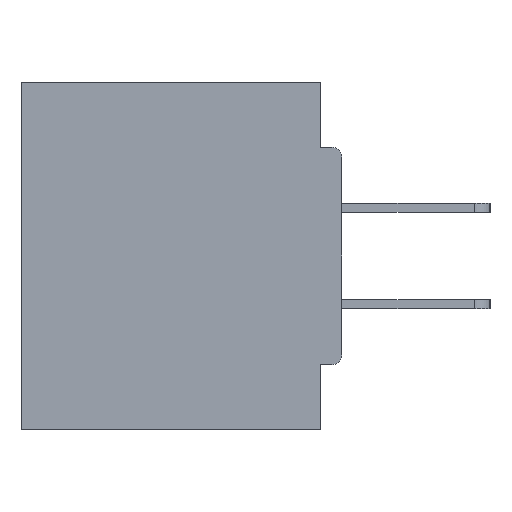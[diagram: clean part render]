
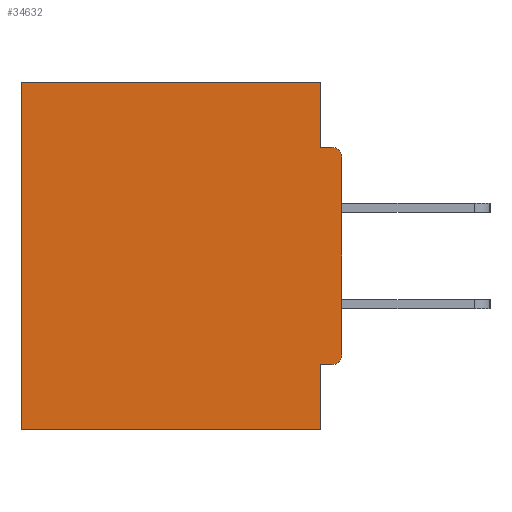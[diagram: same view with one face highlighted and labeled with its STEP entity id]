
A CAD part, left-side view. The second image highlights one B-rep face of the part: STEP entity #34632.
In plain terms, the highlighted planar face has unit normal (-1, 0, 0).
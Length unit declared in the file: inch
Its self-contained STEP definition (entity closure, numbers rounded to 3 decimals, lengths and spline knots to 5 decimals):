
#730 = CARTESIAN_POINT ( 'NONE',  ( 0.298, 0.015, -0.0935 ) ) ;
#875 = EDGE_CURVE ( 'NONE', #22988, #11882, #27336, .T. ) ;
#954 = CARTESIAN_POINT ( 'NONE',  ( 0.298, 0.031, -0.5 ) ) ;
#1757 = VECTOR ( 'NONE', #5360, 39.37008 ) ;
#2318 = ORIENTED_EDGE ( 'NONE', *, *, #17026, .F. ) ;
#2326 = EDGE_LOOP ( 'NONE', ( #9956, #35308, #36745, #5915, #39108, #16560, #2318, #5466, #23906, #5626 ) ) ;
#3116 = CARTESIAN_POINT ( 'NONE',  ( 0.298, 0.015, -0.1085 ) ) ;
#3231 = VERTEX_POINT ( 'NONE', #20030 ) ;
#3905 = CARTESIAN_POINT ( 'NONE',  ( 0.298, 0.031, -0.5 ) ) ;
#4235 = LINE ( 'NONE', #4956, #1757 ) ;
#4312 = AXIS2_PLACEMENT_3D ( 'NONE', #39446, #7516, #20457 ) ;
#4483 = FACE_OUTER_BOUND ( 'NONE', #2326, .T. ) ;
#4669 = CARTESIAN_POINT ( 'NONE',  ( 0.298, 0., 0. ) ) ;
#4733 = LINE ( 'NONE', #41129, #35105 ) ;
#4956 = CARTESIAN_POINT ( 'NONE',  ( 0.298, 0., -0.0935 ) ) ;
#5360 = DIRECTION ( 'NONE',  ( 0., -1., 0. ) ) ;
#5449 = VERTEX_POINT ( 'NONE', #38326 ) ;
#5466 = ORIENTED_EDGE ( 'NONE', *, *, #36975, .F. ) ;
#5626 = ORIENTED_EDGE ( 'NONE', *, *, #20206, .F. ) ;
#5915 = ORIENTED_EDGE ( 'NONE', *, *, #875, .T. ) ;
#5970 = DIRECTION ( 'NONE',  ( 0., 1., 0. ) ) ;
#6001 = EDGE_CURVE ( 'NONE', #11882, #14969, #35322, .T. ) ;
#7516 = DIRECTION ( 'NONE',  ( -1., 0., 0. ) ) ;
#7778 = CARTESIAN_POINT ( 'NONE',  ( 0.298, 0., -0.5 ) ) ;
#7857 = DIRECTION ( 'NONE',  ( 0., 0., -1. ) ) ;
#7997 = PLANE ( 'NONE',  #22055 ) ;
#8059 = VECTOR ( 'NONE', #30030, 39.37008 ) ;
#9515 = LINE ( 'NONE', #15714, #11506 ) ;
#9844 = DIRECTION ( 'NONE',  ( 0., 0., -1. ) ) ;
#9917 = EDGE_CURVE ( 'NONE', #28734, #3231, #25432, .T. ) ;
#9956 = ORIENTED_EDGE ( 'NONE', *, *, #39410, .T. ) ;
#10403 = VECTOR ( 'NONE', #20271, 39.37008 ) ;
#10767 = DIRECTION ( 'NONE',  ( 0., 0., -1. ) ) ;
#11370 = DIRECTION ( 'NONE',  ( 1., 0., 0. ) ) ;
#11506 = VECTOR ( 'NONE', #17914, 39.37008 ) ;
#11711 = VECTOR ( 'NONE', #21692, 39.37008 ) ;
#11882 = VERTEX_POINT ( 'NONE', #17309 ) ;
#12384 = EDGE_CURVE ( 'NONE', #5449, #36657, #4235, .T. ) ;
#14736 = VERTEX_POINT ( 'NONE', #23899 ) ;
#14969 = VERTEX_POINT ( 'NONE', #37921 ) ;
#15347 = EDGE_CURVE ( 'NONE', #22988, #5449, #9515, .T. ) ;
#15714 = CARTESIAN_POINT ( 'NONE',  ( 0.298, 0.031, -0.5 ) ) ;
#15814 = LINE ( 'NONE', #954, #36640 ) ;
#16560 = ORIENTED_EDGE ( 'NONE', *, *, #33726, .F. ) ;
#17026 = EDGE_CURVE ( 'NONE', #33611, #35072, #15814, .T. ) ;
#17309 = CARTESIAN_POINT ( 'NONE',  ( 0.298, 0.46, 0. ) ) ;
#17914 = DIRECTION ( 'NONE',  ( 0., 0., -1. ) ) ;
#18222 = CARTESIAN_POINT ( 'NONE',  ( 0.298, 0.46, 0. ) ) ;
#18665 = CARTESIAN_POINT ( 'NONE',  ( 0.298, 0.031, -0.4065 ) ) ;
#20030 = CARTESIAN_POINT ( 'NONE',  ( 0.298, 0., -0.3915 ) ) ;
#20206 = EDGE_CURVE ( 'NONE', #14736, #3231, #34551, .T. ) ;
#20271 = DIRECTION ( 'NONE',  ( 0., 1., 0. ) ) ;
#20457 = DIRECTION ( 'NONE',  ( 0., 0., -1. ) ) ;
#21692 = DIRECTION ( 'NONE',  ( 0., 0., -1. ) ) ;
#21840 = CARTESIAN_POINT ( 'NONE',  ( 0.298, 0., 0. ) ) ;
#22055 = AXIS2_PLACEMENT_3D ( 'NONE', #24043, #11370, #7857 ) ;
#22988 = VERTEX_POINT ( 'NONE', #32680 ) ;
#23899 = CARTESIAN_POINT ( 'NONE',  ( 0.298, 0., -0.1085 ) ) ;
#23906 = ORIENTED_EDGE ( 'NONE', *, *, #9917, .T. ) ;
#24043 = CARTESIAN_POINT ( 'NONE',  ( 0.298, 0., 0. ) ) ;
#25432 = CIRCLE ( 'NONE', #4312, 0.015 ) ;
#26673 = CIRCLE ( 'NONE', #34155, 0.015 ) ;
#27336 = LINE ( 'NONE', #4669, #10403 ) ;
#28734 = VERTEX_POINT ( 'NONE', #35162 ) ;
#29012 = DIRECTION ( 'NONE',  ( -1., 0., 0. ) ) ;
#30030 = DIRECTION ( 'NONE',  ( 0., 1., 0. ) ) ;
#32680 = CARTESIAN_POINT ( 'NONE',  ( 0.298, 0.031, 0. ) ) ;
#33611 = VERTEX_POINT ( 'NONE', #18665 ) ;
#33726 = EDGE_CURVE ( 'NONE', #35072, #14969, #40334, .T. ) ;
#34155 = AXIS2_PLACEMENT_3D ( 'NONE', #3116, #29012, #9844 ) ;
#34551 = LINE ( 'NONE', #21840, #11711 ) ;
#34632 = ADVANCED_FACE ( 'NONE', ( #4483 ), #7997, .F. ) ;
#35072 = VERTEX_POINT ( 'NONE', #3905 ) ;
#35105 = VECTOR ( 'NONE', #5970, 39.37008 ) ;
#35162 = CARTESIAN_POINT ( 'NONE',  ( 0.298, 0.015, -0.4065 ) ) ;
#35308 = ORIENTED_EDGE ( 'NONE', *, *, #12384, .F. ) ;
#35322 = LINE ( 'NONE', #18222, #37766 ) ;
#36640 = VECTOR ( 'NONE', #10767, 39.37008 ) ;
#36657 = VERTEX_POINT ( 'NONE', #730 ) ;
#36745 = ORIENTED_EDGE ( 'NONE', *, *, #15347, .F. ) ;
#36975 = EDGE_CURVE ( 'NONE', #28734, #33611, #4733, .T. ) ;
#37359 = DIRECTION ( 'NONE',  ( 0., 0., -1. ) ) ;
#37766 = VECTOR ( 'NONE', #37359, 39.37008 ) ;
#37921 = CARTESIAN_POINT ( 'NONE',  ( 0.298, 0.46, -0.5 ) ) ;
#38326 = CARTESIAN_POINT ( 'NONE',  ( 0.298, 0.031, -0.0935 ) ) ;
#39108 = ORIENTED_EDGE ( 'NONE', *, *, #6001, .T. ) ;
#39410 = EDGE_CURVE ( 'NONE', #14736, #36657, #26673, .T. ) ;
#39446 = CARTESIAN_POINT ( 'NONE',  ( 0.298, 0.015, -0.3915 ) ) ;
#40334 = LINE ( 'NONE', #7778, #8059 ) ;
#41129 = CARTESIAN_POINT ( 'NONE',  ( 0.298, 0., -0.4065 ) ) ;
